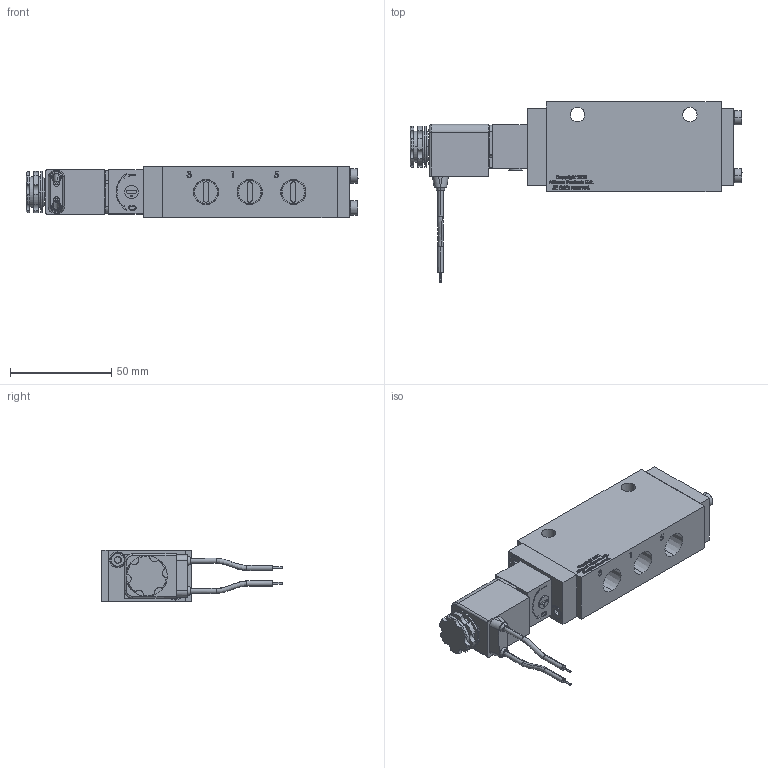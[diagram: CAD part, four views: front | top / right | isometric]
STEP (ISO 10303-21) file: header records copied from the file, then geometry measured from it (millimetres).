
FILE_DESCRIPTION (( 'STEP AP214' ), '1' );
FILE_NAME ('V2506N0512-DAL-VALVE-.25-NPT-5-2-SOL-SR-12DC.STEP', '2021-07-30T08:05:14', ( '' ), ( '' ), 'SwSTEP 2.0', 'SolidWorks 2018', '' );
FILE_SCHEMA (( 'AUTOMOTIVE_DESIGN' ));
Length unit declared in the file: inch
Products named in the file (1): V2506N0512-DAL-VALVE-.25-NPT-5-2-SOL-SR-12DC
Bounding box: 164.15 x 89.25 x 25.41 mm (x, y, z)
Volume: 132709.9 mm3; surface area: 28498.3 mm2
Topology: 8 solids, 8 shells, 1880 faces, 4835 edges, 3172 vertices
Faces by surface type: plane 1011, bspline 605, cylinder 164, cone 100
Entity records: 108736 total; most frequent: CARTESIAN_POINT 42647, ORIENTED_EDGE 9654, DIRECTION 6507, EDGE_CURVE 4827, VERTEX_POINT 3172, VECTOR 3103, LINE 3103, EDGE_LOOP 2093
